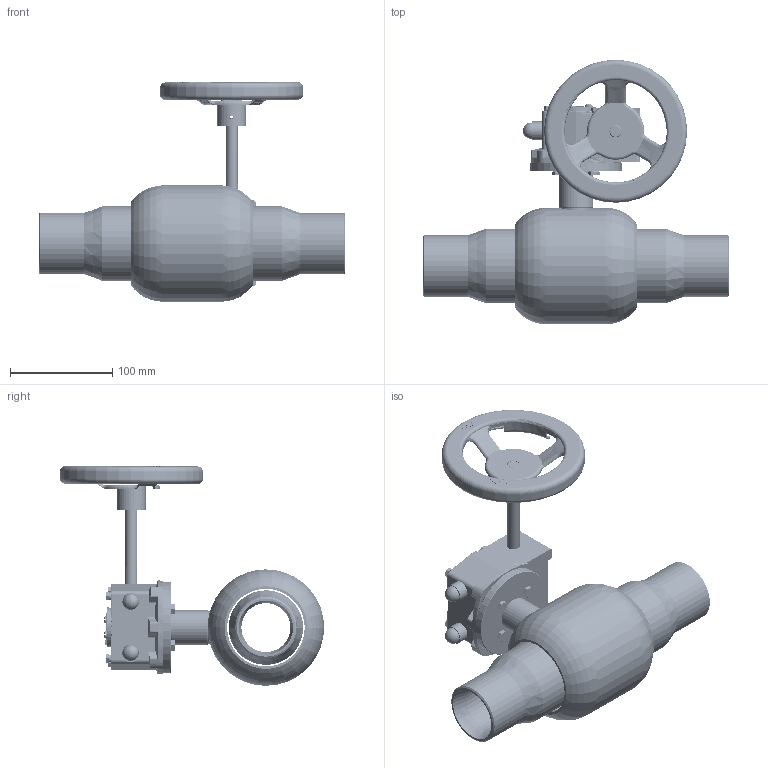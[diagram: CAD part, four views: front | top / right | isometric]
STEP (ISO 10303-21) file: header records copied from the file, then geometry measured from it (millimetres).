
FILE_DESCRIPTION (( 'STEP AP214' ), '1' );
FILE_NAME ('通径DN50蜗轮球阀.STEP', '2026-01-28T02:19:21', ( '' ), ( '' ), 'SwSTEP 2.0', 'SolidWorks 2022', '' );
FILE_SCHEMA (( 'AUTOMOTIVE_DESIGN' ));
Length unit declared in the file: millimetre
Products named in the file (25): 50-65攫; 蝶簽.stp; 源蝶輸.stp; 源粣杶.stp; 階M8-35.stp; 籵噤DN50恘謫⑩概; 硌尨齪.stp; 粟种4-28.stp; Q61F-65-5粣杶; 鞠M5-16.stp; 38-2.65.stp; 恘裝.stp; 籵噤諉50; DN65概极 - 萵掛; 眊极.stp; AXK1225.stp; 恘謫.stp; M07恦謫; 眊裔.stp; 忒謫.stp; 蹟隊M4-8.stp; M07.stp; hexagon head bolts-full thread gb_GB_FASTENER_BOLT_STBAB A M6X12-N; luomu8.stp; 粟菜5.stp
Assembly tree (45 placements, depth 4):
  籵噤DN50恘謫⑩概
    Q61F-65-5粣杶
    DN65概极 - 萵掛
    50-65攫
    M07恦謫
      M07.stp
        眊极.stp
        恘謫.stp
        38-2.65.stp  x2
        階M8-35.stp  x2
        luomu8.stp  x2
        蝶簽.stp  x2
        恘裝.stp
        AXK1225.stp  x2
        源粣杶.stp  x2
        源蝶輸.stp
        眊裔.stp
        粟菜5.stp  x6
        鞠M5-16.stp  x6
        硌尨齪.stp
        蹟隊M4-8.stp  x2
        粟种4-28.stp
        忒謫.stp
    hexagon head bolts-full thread gb_GB_FASTENER_BOLT_STBAB A M6X12-N  x4
    籵噤諉50  x2
Bounding box: 300 x 258.69 x 215.02 mm (x, y, z)
Volume: 910300.4 mm3; surface area: 385286.2 mm2
Topology: 43 solids, 43 shells, 3387 faces, 9332 edges, 6081 vertices
Faces by surface type: cylinder 1998, plane 800, cone 282, bspline 198, torus 99, sphere 10
Entity records: 144386 total; most frequent: CARTESIAN_POINT 86099, ORIENTED_EDGE 13414, DIRECTION 9646, EDGE_CURVE 6707, VERTEX_POINT 4381, AXIS2_PLACEMENT_3D 3588, B_SPLINE_CURVE_WITH_KNOTS 2918, EDGE_LOOP 2602
